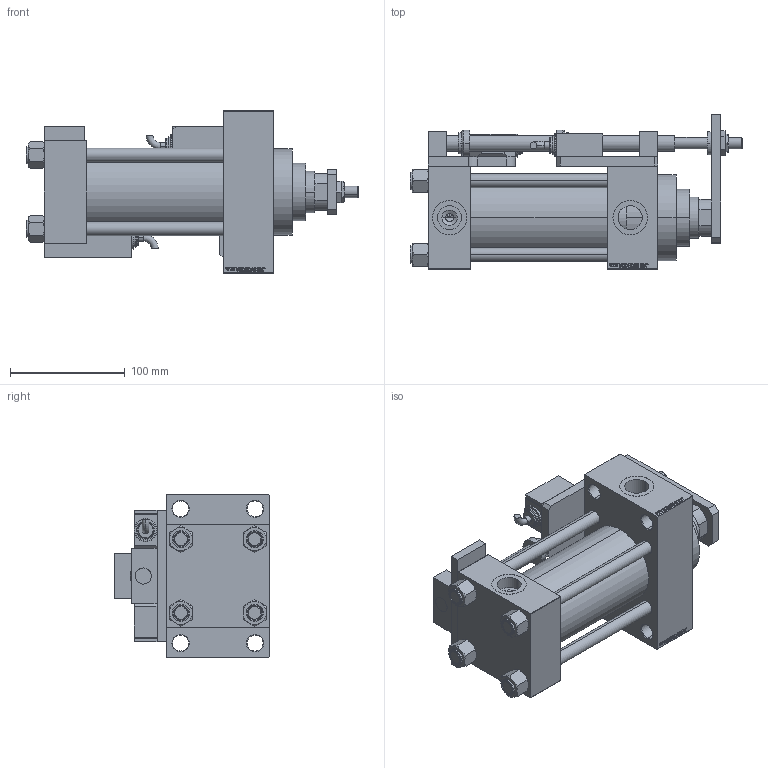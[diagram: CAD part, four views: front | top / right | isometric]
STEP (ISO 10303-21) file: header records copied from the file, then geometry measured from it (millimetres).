
FILE_DESCRIPTION (( 'STEP AP203' ), '1' );
FILE_NAME ('94b2.STEP', '2022-04-16T20:04:27', ( '' ), ( '' ), 'SwSTEP 2.0', 'SolidWorks 2019', '' );
FILE_SCHEMA (( 'CONFIG_CONTROL_DESIGN' ));
Length unit declared in the file: millimetre
Products named in the file (17): Zatka_pro_OIL_PORT e86f59457ba7740c8e6859c683f43418; V215CD_D_Body e86f59457ba7740c8e6859c683f43418; V215CD_SWITCH_Q_TYC e86f59457ba7740c8e6859c683f43418; V215CD_SWITCH_Q_PODLOZKA_FRONT e86f59457ba7740c8e6859c683f43418; V215CD_SWITCH_Q_NUT e86f59457ba7740c8e6859c683f43418; V215CD_NUT_M5_D e86f59457ba7740c8e6859c683f43418; 94b2; V215CD_SWITCH_Q_NUT10 e86f59457ba7740c8e6859c683f43418; V215CD_SWITCH_Q_SWITCH e86f59457ba7740c8e6859c683f43418; V215CD_VC_A e86f59457ba7740c8e6859c683f43418; V215CD_SWITCH_Q_MAGNET e86f59457ba7740c8e6859c683f43418; V215CD_VCP_D e86f59457ba7740c8e6859c683f43418; V215CD_SWITCH_Q_DIMA e86f59457ba7740c8e6859c683f43418; V215CD_D_TYCINKA e86f59457ba7740c8e6859c683f43418; V215CD_SWITCH_Q_BLOK e86f59457ba7740c8e6859c683f43418; V215CD_SWITCH_Q_ZARAZKA e86f59457ba7740c8e6859c683f43418; V215CD_SWITCH_Q_PODLOZKA_BACK e86f59457ba7740c8e6859c683f43418
Assembly tree (26 placements, depth 2):
  94b2
    V215CD_D_Body e86f59457ba7740c8e6859c683f43418
    V215CD_VC_A e86f59457ba7740c8e6859c683f43418
    V215CD_VCP_D e86f59457ba7740c8e6859c683f43418
    V215CD_D_TYCINKA e86f59457ba7740c8e6859c683f43418  x4
    V215CD_NUT_M5_D e86f59457ba7740c8e6859c683f43418  x4
    V215CD_SWITCH_Q_BLOK e86f59457ba7740c8e6859c683f43418  x2
    V215CD_SWITCH_Q_DIMA e86f59457ba7740c8e6859c683f43418
    V215CD_SWITCH_Q_MAGNET e86f59457ba7740c8e6859c683f43418  x2
    V215CD_SWITCH_Q_NUT e86f59457ba7740c8e6859c683f43418
    V215CD_SWITCH_Q_NUT10 e86f59457ba7740c8e6859c683f43418
    V215CD_SWITCH_Q_PODLOZKA_BACK e86f59457ba7740c8e6859c683f43418
    V215CD_SWITCH_Q_PODLOZKA_FRONT e86f59457ba7740c8e6859c683f43418
    V215CD_SWITCH_Q_SWITCH e86f59457ba7740c8e6859c683f43418  x2
    V215CD_SWITCH_Q_TYC e86f59457ba7740c8e6859c683f43418
    V215CD_SWITCH_Q_ZARAZKA e86f59457ba7740c8e6859c683f43418
    Zatka_pro_OIL_PORT e86f59457ba7740c8e6859c683f43418  x2
Bounding box: 289.5 x 135 x 142 mm (x, y, z)
Volume: 1503680.3 mm3; surface area: 338581.5 mm2
Topology: 26 solids, 26 shells, 1440 faces, 3518 edges, 2265 vertices
Faces by surface type: plane 668, bspline 368, cone 197, cylinder 171, torus 36
Entity records: 55180 total; most frequent: CARTESIAN_POINT 26613, ORIENTED_EDGE 6012, DIRECTION 4303, EDGE_CURVE 3006, VERTEX_POINT 1959, VECTOR 1765, LINE 1765, EDGE_LOOP 1373
